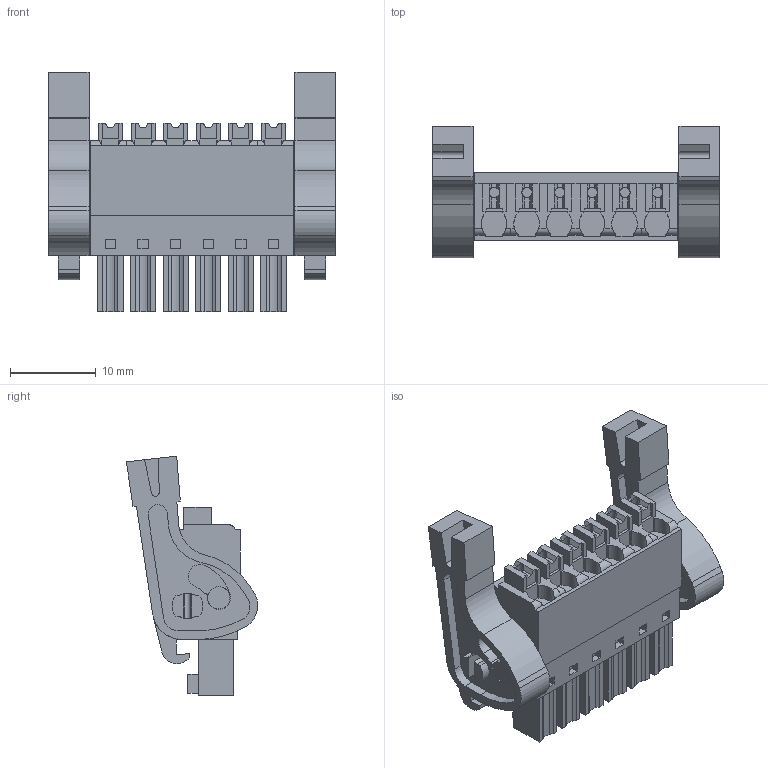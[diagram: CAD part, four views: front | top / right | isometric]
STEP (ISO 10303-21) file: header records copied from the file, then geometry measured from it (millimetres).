
FILE_DESCRIPTION(('CATIA V5 STEP','CAx-IF Rec.Pracs.--- Model Styling and Organization---1.2---2011-12-15'),'2;1');
FILE_NAME ('D1462247_0', '2017-07-31T12:38:04+00:00', ('none'), ('Weidmueller'), 'CATIA Version 5-6 Release 2014', 'CATIA V5 STEP AP214', 'none');
FILE_SCHEMA(('AUTOMOTIVE_DESIGN { 1 0 10303 214 1 1 1 1 }'));
Length unit declared in the file: millimetre
Products named in the file (1): 2442810000
Bounding box: 33.45 x 15.33 x 28 mm (x, y, z)
Volume: 3964.3 mm3; surface area: 4291.1 mm2
Topology: 9 solids, 9 shells, 560 faces, 1522 edges, 1014 vertices
Faces by surface type: plane 423, cylinder 137
Entity records: 16165 total; most frequent: CARTESIAN_POINT 3190, ORIENTED_EDGE 3044, DIRECTION 2009, EDGE_CURVE 1522, VECTOR 1166, LINE 1166, VERTEX_POINT 1014, EDGE_LOOP 614
